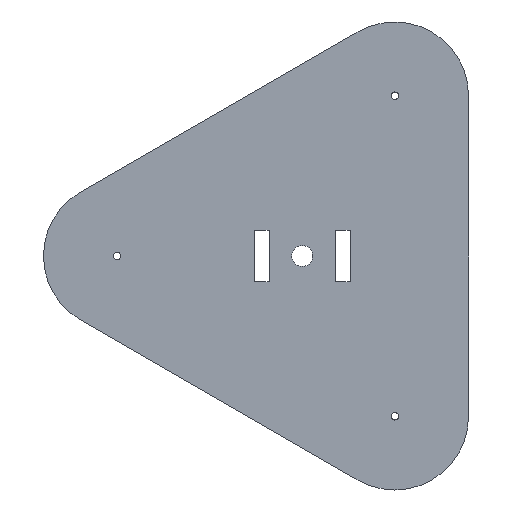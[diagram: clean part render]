
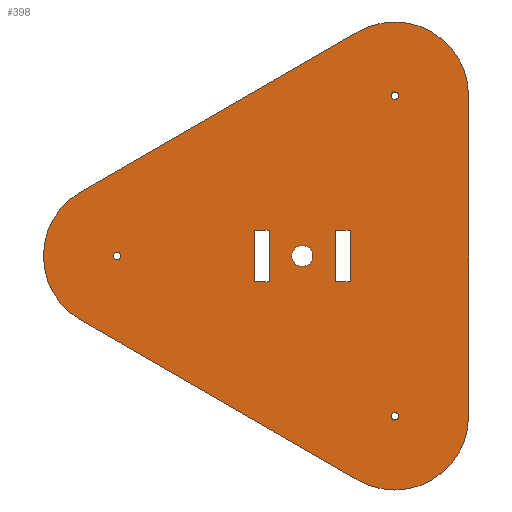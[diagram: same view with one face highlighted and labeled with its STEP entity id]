
A CAD part, left-side view. The second image highlights one B-rep face of the part: STEP entity #398.
In plain terms, the highlighted planar face has unit normal (-1, 0, 0).
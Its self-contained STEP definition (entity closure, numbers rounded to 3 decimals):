
#17=LINE('',#564,#53);
#21=LINE('',#571,#57);
#24=LINE('',#577,#60);
#26=LINE('',#580,#62);
#29=LINE('',#588,#65);
#33=LINE('',#595,#69);
#36=LINE('',#601,#72);
#38=LINE('',#604,#74);
#41=LINE('',#617,#77);
#45=LINE('',#626,#81);
#49=LINE('',#635,#85);
#53=VECTOR('',#459,7.);
#57=VECTOR('',#465,2.);
#60=VECTOR('',#470,7.);
#62=VECTOR('',#474,2.);
#65=VECTOR('',#479,7.);
#69=VECTOR('',#485,2.);
#72=VECTOR('',#490,7.);
#74=VECTOR('',#494,2.);
#77=VECTOR('',#505,43.518);
#81=VECTOR('',#511,43.518);
#85=VECTOR('',#517,43.518);
#99=PLANE('',#434);
#110=FACE_BOUND('',#166,.T.);
#111=FACE_BOUND('',#167,.T.);
#112=FACE_BOUND('',#168,.T.);
#113=FACE_BOUND('',#169,.T.);
#114=FACE_BOUND('',#170,.T.);
#115=FACE_BOUND('',#171,.T.);
#135=FACE_OUTER_BOUND('',#165,.T.);
#165=EDGE_LOOP('',(#354,#355,#356,#357,#358,#359));
#166=EDGE_LOOP('',(#360));
#167=EDGE_LOOP('',(#361));
#168=EDGE_LOOP('',(#362));
#169=EDGE_LOOP('',(#363,#364,#365,#366));
#170=EDGE_LOOP('',(#367,#368,#369,#370));
#171=EDGE_LOOP('',(#371));
#172=CIRCLE('',#402,0.5);
#174=CIRCLE('',#405,0.5);
#176=CIRCLE('',#408,0.5);
#178=CIRCLE('',#419,1.425);
#181=CIRCLE('',#426,10.);
#183=CIRCLE('',#429,10.);
#185=CIRCLE('',#432,10.);
#186=VERTEX_POINT('',#543);
#188=VERTEX_POINT('',#548);
#190=VERTEX_POINT('',#553);
#194=VERTEX_POINT('',#561);
#195=VERTEX_POINT('',#563);
#197=VERTEX_POINT('',#569);
#199=VERTEX_POINT('',#575);
#202=VERTEX_POINT('',#585);
#203=VERTEX_POINT('',#587);
#205=VERTEX_POINT('',#593);
#207=VERTEX_POINT('',#599);
#208=VERTEX_POINT('',#606);
#212=VERTEX_POINT('',#614);
#213=VERTEX_POINT('',#616);
#216=VERTEX_POINT('',#623);
#217=VERTEX_POINT('',#625);
#220=VERTEX_POINT('',#632);
#221=VERTEX_POINT('',#634);
#222=EDGE_CURVE('',#186,#186,#172,.T.);
#224=EDGE_CURVE('',#188,#188,#174,.T.);
#226=EDGE_CURVE('',#190,#190,#176,.T.);
#230=EDGE_CURVE('',#195,#194,#17,.T.);
#234=EDGE_CURVE('',#194,#197,#21,.T.);
#237=EDGE_CURVE('',#197,#199,#24,.T.);
#239=EDGE_CURVE('',#199,#195,#26,.T.);
#242=EDGE_CURVE('',#203,#202,#29,.T.);
#246=EDGE_CURVE('',#202,#205,#33,.T.);
#249=EDGE_CURVE('',#205,#207,#36,.T.);
#251=EDGE_CURVE('',#207,#203,#38,.T.);
#252=EDGE_CURVE('',#208,#208,#178,.T.);
#256=EDGE_CURVE('',#213,#212,#41,.T.);
#260=EDGE_CURVE('',#217,#216,#45,.T.);
#264=EDGE_CURVE('',#221,#220,#49,.T.);
#267=EDGE_CURVE('',#216,#213,#181,.T.);
#269=EDGE_CURVE('',#212,#221,#183,.T.);
#271=EDGE_CURVE('',#220,#217,#185,.T.);
#354=ORIENTED_EDGE('',*,*,#271,.T.);
#355=ORIENTED_EDGE('',*,*,#260,.T.);
#356=ORIENTED_EDGE('',*,*,#267,.T.);
#357=ORIENTED_EDGE('',*,*,#256,.T.);
#358=ORIENTED_EDGE('',*,*,#269,.T.);
#359=ORIENTED_EDGE('',*,*,#264,.T.);
#360=ORIENTED_EDGE('',*,*,#222,.T.);
#361=ORIENTED_EDGE('',*,*,#224,.T.);
#362=ORIENTED_EDGE('',*,*,#226,.T.);
#363=ORIENTED_EDGE('',*,*,#230,.T.);
#364=ORIENTED_EDGE('',*,*,#234,.T.);
#365=ORIENTED_EDGE('',*,*,#237,.T.);
#366=ORIENTED_EDGE('',*,*,#239,.T.);
#367=ORIENTED_EDGE('',*,*,#242,.T.);
#368=ORIENTED_EDGE('',*,*,#246,.T.);
#369=ORIENTED_EDGE('',*,*,#249,.T.);
#370=ORIENTED_EDGE('',*,*,#251,.T.);
#371=ORIENTED_EDGE('',*,*,#252,.T.);
#398=ADVANCED_FACE('',(#135,#110,#111,#112,#113,#114,#115),#99,.F.);
#402=AXIS2_PLACEMENT_3D('',#544,#439,#440);
#405=AXIS2_PLACEMENT_3D('',#549,#445,#446);
#408=AXIS2_PLACEMENT_3D('',#554,#451,#452);
#419=AXIS2_PLACEMENT_3D('',#607,#497,#498);
#426=AXIS2_PLACEMENT_3D('',#639,#523,#524);
#429=AXIS2_PLACEMENT_3D('',#642,#529,#530);
#432=AXIS2_PLACEMENT_3D('',#645,#535,#536);
#434=AXIS2_PLACEMENT_3D('',#647,#539,#540);
#439=DIRECTION('center_axis',(1.,0.,0.));
#440=DIRECTION('ref_axis',(0.,0.,-1.));
#445=DIRECTION('center_axis',(1.,0.,0.));
#446=DIRECTION('ref_axis',(0.,0.,-1.));
#451=DIRECTION('center_axis',(1.,0.,0.));
#452=DIRECTION('ref_axis',(0.,0.,-1.));
#459=DIRECTION('',(0.,0.,-1.));
#465=DIRECTION('',(0.,1.,0.));
#470=DIRECTION('',(0.,0.,1.));
#474=DIRECTION('',(0.,-1.,0.));
#479=DIRECTION('',(0.,0.,-1.));
#485=DIRECTION('',(0.,1.,0.));
#490=DIRECTION('',(0.,0.,1.));
#494=DIRECTION('',(0.,-1.,0.));
#497=DIRECTION('center_axis',(1.,0.,0.));
#498=DIRECTION('ref_axis',(0.,-1.,0.));
#505=DIRECTION('',(0.,0.,1.));
#511=DIRECTION('',(0.,-0.866,-0.5));
#517=DIRECTION('',(0.,0.866,-0.5));
#523=DIRECTION('center_axis',(-1.,0.,0.));
#524=DIRECTION('ref_axis',(0.,1.,0.));
#529=DIRECTION('center_axis',(-1.,0.,0.));
#530=DIRECTION('ref_axis',(0.,1.,0.));
#535=DIRECTION('center_axis',(-1.,0.,0.));
#536=DIRECTION('ref_axis',(0.,1.,0.));
#539=DIRECTION('center_axis',(1.,0.,0.));
#540=DIRECTION('ref_axis',(0.,0.,-1.));
#543=CARTESIAN_POINT('',(-3.,-12.563,22.259));
#544=CARTESIAN_POINT('Origin',(-3.,-12.563,21.759));
#548=CARTESIAN_POINT('',(-3.,25.125,0.5));
#549=CARTESIAN_POINT('Origin',(-3.,25.125,0.));
#553=CARTESIAN_POINT('',(-3.,-12.563,-21.259));
#554=CARTESIAN_POINT('Origin',(-3.,-12.563,-21.759));
#561=CARTESIAN_POINT('',(-3.,-6.5,-3.5));
#563=CARTESIAN_POINT('',(-3.,-6.5,3.5));
#564=CARTESIAN_POINT('',(-3.,-6.5,-1.75));
#569=CARTESIAN_POINT('',(-3.,-4.5,-3.5));
#571=CARTESIAN_POINT('',(-3.,10.312,-3.5));
#575=CARTESIAN_POINT('',(-3.,-4.5,3.5));
#577=CARTESIAN_POINT('',(-3.,-4.5,1.75));
#580=CARTESIAN_POINT('',(-3.,9.312,3.5));
#585=CARTESIAN_POINT('',(-3.,4.5,-3.5));
#587=CARTESIAN_POINT('',(-3.,4.5,3.5));
#588=CARTESIAN_POINT('',(-3.,4.5,-1.75));
#593=CARTESIAN_POINT('',(-3.,6.5,-3.5));
#595=CARTESIAN_POINT('',(-3.,15.812,-3.5));
#599=CARTESIAN_POINT('',(-3.,6.5,3.5));
#601=CARTESIAN_POINT('',(-3.,6.5,1.75));
#604=CARTESIAN_POINT('',(-3.,14.812,3.5));
#606=CARTESIAN_POINT('',(-3.,1.425,0.));
#607=CARTESIAN_POINT('Origin',(-3.,0.,0.));
#614=CARTESIAN_POINT('',(-3.,-22.563,21.759));
#616=CARTESIAN_POINT('',(-3.,-22.563,-21.759));
#617=CARTESIAN_POINT('',(-3.,-22.563,21.759));
#623=CARTESIAN_POINT('',(-3.,-7.563,-30.419));
#625=CARTESIAN_POINT('',(-3.,30.125,-8.66));
#626=CARTESIAN_POINT('',(-3.,-7.563,-30.419));
#632=CARTESIAN_POINT('',(-3.,30.125,8.66));
#634=CARTESIAN_POINT('',(-3.,-7.563,30.419));
#635=CARTESIAN_POINT('',(-3.,30.125,8.66));
#639=CARTESIAN_POINT('Origin',(-3.,-12.563,-21.759));
#642=CARTESIAN_POINT('Origin',(-3.,-12.563,21.759));
#645=CARTESIAN_POINT('Origin',(-3.,25.125,0.));
#647=CARTESIAN_POINT('Origin',(-3.,25.125,0.));
